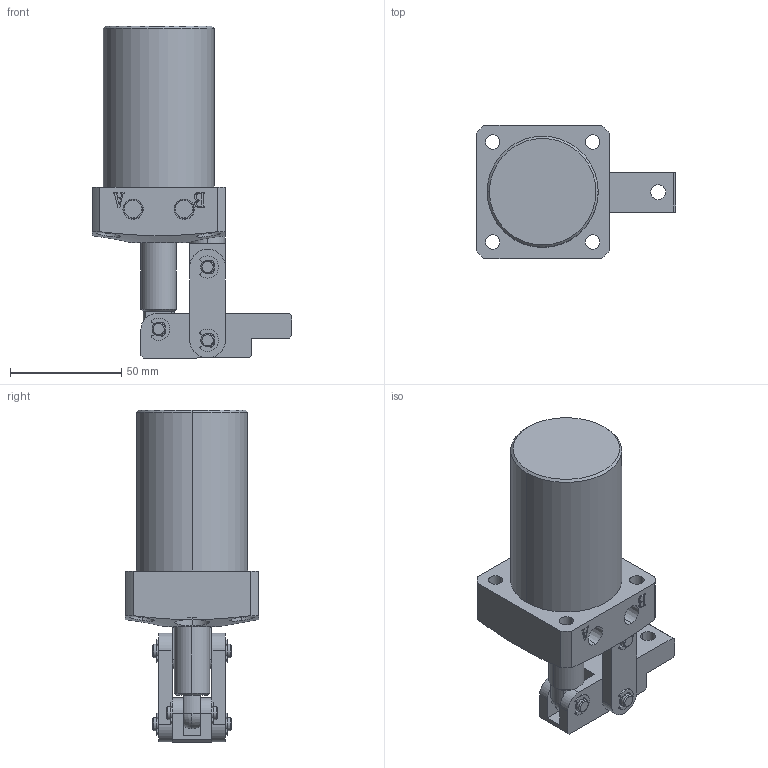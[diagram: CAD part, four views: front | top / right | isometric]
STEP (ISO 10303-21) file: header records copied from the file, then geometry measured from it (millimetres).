
FILE_DESCRIPTION (( 'STEP AP203' ), '1' );
FILE_NAME ('HPLCU-32L.STEP', '2020-03-05T01:00:35', ( '微软用户' ), ( '微软中国' ), 'SwSTEP 2.0', 'SolidWorks 2012', '' );
FILE_SCHEMA (( 'CONFIG_CONTROL_DESIGN' ));
Length unit declared in the file: millimetre
Products named in the file (9): HPLCU-32掛极; HPLCU-32活塞杆; HPLCU-32傻种; HPLCU-32蟀裝; HPLCU-32揤旋; HPLCU-32酗种; HPLCU-32盓傅; e rings gb_GB_CONNECTING_PIECE_RINGS_HR 5; HPLCU-32L
Assembly tree (15 placements, depth 2):
  HPLCU-32L
    HPLCU-32掛极
    HPLCU-32活塞杆
    HPLCU-32傻种
    HPLCU-32蟀裝  x2
    HPLCU-32揤旋
    HPLCU-32酗种  x2
    HPLCU-32盓傅
    e rings gb_GB_CONNECTING_PIECE_RINGS_HR 5  x6
Bounding box: 90 x 60 x 149.5 mm (x, y, z)
Volume: 230525.5 mm3; surface area: 59059.6 mm2
Topology: 15 solids, 15 shells, 426 faces, 1053 edges, 685 vertices
Faces by surface type: cylinder 209, plane 163, cone 30, bspline 16, torus 8
Entity records: 10593 total; most frequent: CARTESIAN_POINT 2926, DIRECTION 1406, ORIENTED_EDGE 1304, EDGE_CURVE 652, AXIS2_PLACEMENT_3D 531, VERTEX_POINT 423, VECTOR 344, LINE 344
